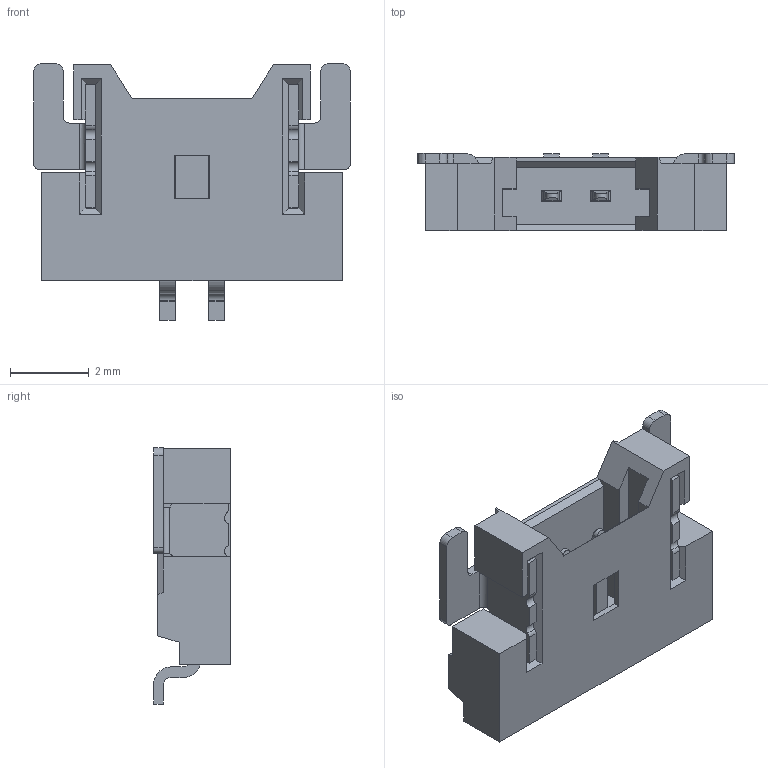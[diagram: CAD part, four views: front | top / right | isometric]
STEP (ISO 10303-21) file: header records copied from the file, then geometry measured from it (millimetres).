
FILE_DESCRIPTION (( 'STEP AP214' ), '1' );
FILE_NAME ('1.25-2P閉情3D傖こ芞.STEP', '2023-07-04T16:27:42', ( '' ), ( '' ), 'SwSTEP 2.0', 'SolidWorks 2023', '' );
FILE_SCHEMA (( 'AUTOMOTIVE_DESIGN' ));
Length unit declared in the file: millimetre
Products named in the file (1): 1.25-2P超薄3D成品图
Bounding box: 8.07 x 1.95 x 6.53 mm (x, y, z)
Volume: 40.2 mm3; surface area: 218.3 mm2
Topology: 1 solids, 1 shells, 266 faces, 804 edges, 528 vertices
Faces by surface type: plane 196, cylinder 70
Entity records: 9014 total; most frequent: CARTESIAN_POINT 1632, ORIENTED_EDGE 1608, DIRECTION 1459, EDGE_CURVE 804, LINE 661, VECTOR 661, VERTEX_POINT 528, AXIS2_PLACEMENT_3D 399
